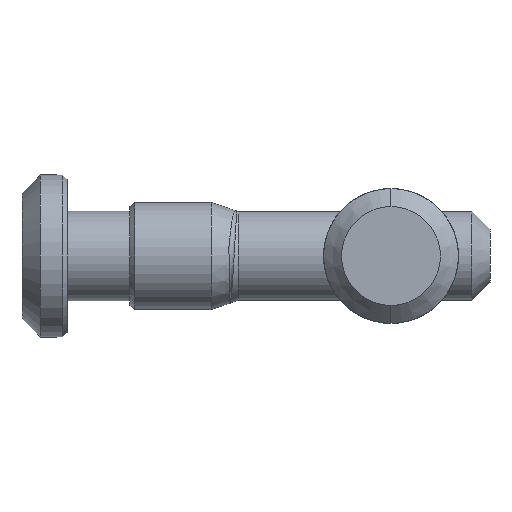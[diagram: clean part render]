
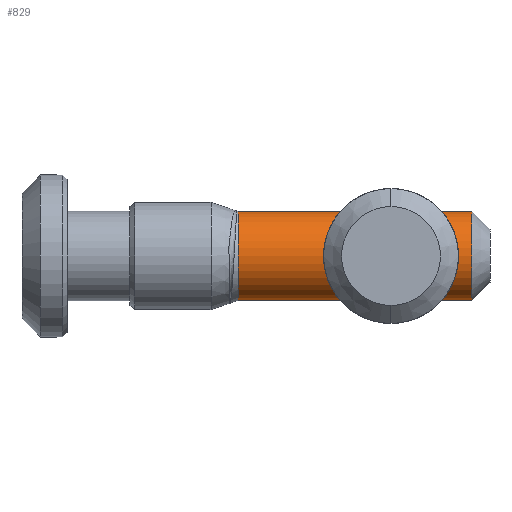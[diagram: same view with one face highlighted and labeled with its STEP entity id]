
A CAD part, left-side view. The second image highlights one B-rep face of the part: STEP entity #829.
In plain terms, the highlighted cylindrical face has radius 4.95 mm (diameter 9.9 mm), a partial arc.
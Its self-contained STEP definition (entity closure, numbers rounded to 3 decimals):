
#35 = CARTESIAN_POINT ( 'NONE',  ( -1.519, 23.379, 7.532 ) ) ;
#50 = CYLINDRICAL_SURFACE ( 'NONE', #277, 4.95 ) ;
#149 = VECTOR ( 'NONE', #1953, 1000. ) ;
#277 = AXIS2_PLACEMENT_3D ( 'NONE', #1259, #2170, #2104 ) ;
#501 = EDGE_CURVE ( 'NONE', #1680, #747, #2298, .T. ) ;
#567 = EDGE_CURVE ( 'NONE', #747, #2564, #1088, .T. ) ;
#652 = AXIS2_PLACEMENT_3D ( 'NONE', #2119, #934, #2809 ) ;
#723 = CARTESIAN_POINT ( 'NONE',  ( -1.519, -0.621, -2.368 ) ) ;
#724 = EDGE_CURVE ( 'NONE', #1680, #2461, #2953, .T. ) ;
#747 = VERTEX_POINT ( 'NONE', #1936 ) ;
#829 = ADVANCED_FACE ( 'NONE', ( #1194 ), #50, .T. ) ;
#900 = CARTESIAN_POINT ( 'NONE',  ( -1.519, 23.379, -2.368 ) ) ;
#907 = AXIS2_PLACEMENT_3D ( 'NONE', #2497, #2943, #1770 ) ;
#934 = DIRECTION ( 'NONE',  ( 0., -1., 0. ) ) ;
#1088 = LINE ( 'NONE', #35, #2525 ) ;
#1194 = FACE_OUTER_BOUND ( 'NONE', #2442, .T. ) ;
#1259 = CARTESIAN_POINT ( 'NONE',  ( -1.519, 23.379, 2.582 ) ) ;
#1451 = ORIENTED_EDGE ( 'NONE', *, *, #567, .T. ) ;
#1568 = CIRCLE ( 'NONE', #652, 4.95 ) ;
#1680 = VERTEX_POINT ( 'NONE', #1906 ) ;
#1742 = CARTESIAN_POINT ( 'NONE',  ( -1.519, -0.621, 7.532 ) ) ;
#1770 = DIRECTION ( 'NONE',  ( 0., 0., 1. ) ) ;
#1906 = CARTESIAN_POINT ( 'NONE',  ( -1.519, -26.621, -2.368 ) ) ;
#1936 = CARTESIAN_POINT ( 'NONE',  ( -1.519, -26.621, 7.532 ) ) ;
#1953 = DIRECTION ( 'NONE',  ( 0., 1., 0. ) ) ;
#2040 = EDGE_CURVE ( 'NONE', #2564, #2461, #1568, .T. ) ;
#2056 = ORIENTED_EDGE ( 'NONE', *, *, #501, .T. ) ;
#2068 = DIRECTION ( 'NONE',  ( 0., 1., 0. ) ) ;
#2104 = DIRECTION ( 'NONE',  ( 0., 0., 1. ) ) ;
#2119 = CARTESIAN_POINT ( 'NONE',  ( -1.519, -0.621, 2.582 ) ) ;
#2170 = DIRECTION ( 'NONE',  ( 0., 1., 0. ) ) ;
#2298 = CIRCLE ( 'NONE', #907, 4.95 ) ;
#2368 = ORIENTED_EDGE ( 'NONE', *, *, #724, .F. ) ;
#2442 = EDGE_LOOP ( 'NONE', ( #2368, #2056, #1451, #2796 ) ) ;
#2461 = VERTEX_POINT ( 'NONE', #723 ) ;
#2497 = CARTESIAN_POINT ( 'NONE',  ( -1.519, -26.621, 2.582 ) ) ;
#2525 = VECTOR ( 'NONE', #2068, 1000. ) ;
#2564 = VERTEX_POINT ( 'NONE', #1742 ) ;
#2796 = ORIENTED_EDGE ( 'NONE', *, *, #2040, .T. ) ;
#2809 = DIRECTION ( 'NONE',  ( 0., 0., 1. ) ) ;
#2943 = DIRECTION ( 'NONE',  ( 0., 1., 0. ) ) ;
#2953 = LINE ( 'NONE', #900, #149 ) ;
